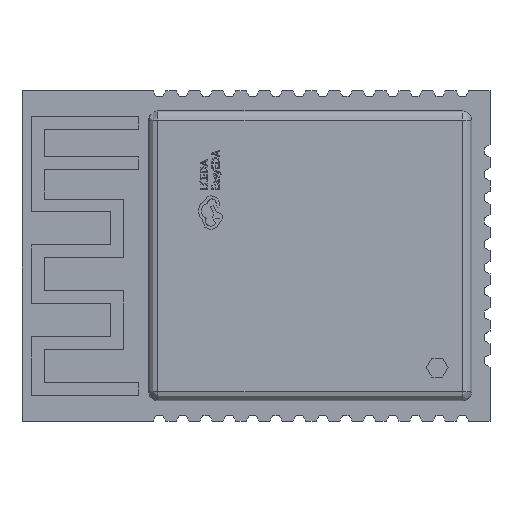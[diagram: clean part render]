
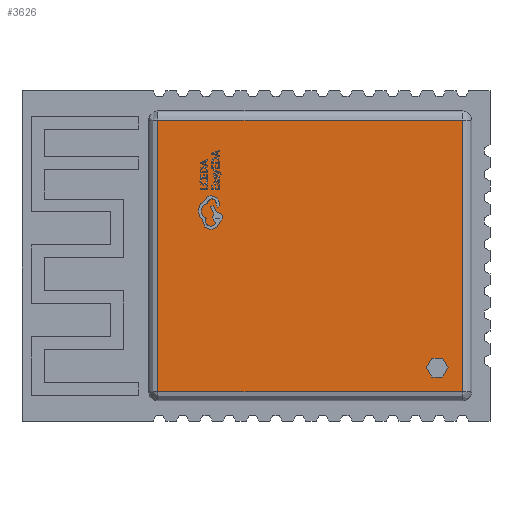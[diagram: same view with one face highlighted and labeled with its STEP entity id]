
A CAD part, top view. The second image highlights one B-rep face of the part: STEP entity #3626.
In plain terms, the highlighted planar face has unit normal (0, 0, 1).
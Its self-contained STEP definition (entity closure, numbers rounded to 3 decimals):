
#439 = AXIS2_PLACEMENT_3D ( 'NONE', #1749, #951, #1634 ) ;
#554 = CARTESIAN_POINT ( 'NONE',  ( 6.719, -6.085, 3.1 ) ) ;
#951 = DIRECTION ( 'NONE',  ( 0., 0., -1. ) ) ;
#1040 = EDGE_LOOP ( 'NONE', ( #5926, #9378 ) ) ;
#1349 = ORIENTED_EDGE ( 'NONE', *, *, #3154, .F. ) ;
#1634 = DIRECTION ( 'NONE',  ( 1., 0., 0. ) ) ;
#1749 = CARTESIAN_POINT ( 'NONE',  ( 6.126, -6.085, 3.1 ) ) ;
#1807 = PLANE ( 'NONE',  #5447 ) ;
#1866 = DIRECTION ( 'NONE',  ( 1., 0., 0. ) ) ;
#2003 = VERTEX_POINT ( 'NONE', #554 ) ;
#2314 = EDGE_CURVE ( 'NONE', #3993, #5710, #7812, .T. ) ;
#2324 = LINE ( 'NONE', #2501, #6599 ) ;
#2333 = VECTOR ( 'NONE', #3756, 1000. ) ;
#2501 = CARTESIAN_POINT ( 'NONE',  ( 7.5, 0., 3.1 ) ) ;
#2646 = DIRECTION ( 'NONE',  ( 0., 0., -1. ) ) ;
#2750 = CIRCLE ( 'NONE', #439, 0.594 ) ;
#2774 = CARTESIAN_POINT ( 'NONE',  ( 7.5, 7.4, 3.1 ) ) ;
#3154 = EDGE_CURVE ( 'NONE', #4868, #3993, #2324, .T. ) ;
#3270 = VECTOR ( 'NONE', #5788, 1000. ) ;
#3517 = EDGE_CURVE ( 'NONE', #4898, #4868, #10877, .T. ) ;
#3626 = ADVANCED_FACE ( 'NONE', ( #5662, #11046 ), #1807, .T. ) ;
#3639 = CARTESIAN_POINT ( 'NONE',  ( -9.1, 0., 3.1 ) ) ;
#3756 = DIRECTION ( 'NONE',  ( 0., 1., 0. ) ) ;
#3816 = CARTESIAN_POINT ( 'NONE',  ( -9.1, 7.4, 3.1 ) ) ;
#3993 = VERTEX_POINT ( 'NONE', #4667 ) ;
#4667 = CARTESIAN_POINT ( 'NONE',  ( 7.5, -7.4, 3.1 ) ) ;
#4819 = ORIENTED_EDGE ( 'NONE', *, *, #3517, .F. ) ;
#4853 = EDGE_CURVE ( 'NONE', #5710, #4898, #10251, .T. ) ;
#4868 = VERTEX_POINT ( 'NONE', #2774 ) ;
#4898 = VERTEX_POINT ( 'NONE', #3816 ) ;
#5376 = ORIENTED_EDGE ( 'NONE', *, *, #2314, .F. ) ;
#5415 = CARTESIAN_POINT ( 'NONE',  ( 6.126, -6.085, 3.1 ) ) ;
#5447 = AXIS2_PLACEMENT_3D ( 'NONE', #6569, #9207, #1866 ) ;
#5529 = DIRECTION ( 'NONE',  ( 1., 0., 0. ) ) ;
#5662 = FACE_OUTER_BOUND ( 'NONE', #10111, .T. ) ;
#5710 = VERTEX_POINT ( 'NONE', #11918 ) ;
#5788 = DIRECTION ( 'NONE',  ( -1., 0., 0. ) ) ;
#5811 = ORIENTED_EDGE ( 'NONE', *, *, #4853, .F. ) ;
#5926 = ORIENTED_EDGE ( 'NONE', *, *, #11517, .T. ) ;
#6140 = EDGE_CURVE ( 'NONE', #8554, #2003, #2750, .T. ) ;
#6422 = VECTOR ( 'NONE', #10700, 1000. ) ;
#6533 = CARTESIAN_POINT ( 'NONE',  ( 5.532, -6.085, 3.1 ) ) ;
#6569 = CARTESIAN_POINT ( 'NONE',  ( -3.75, 0., 3.1 ) ) ;
#6599 = VECTOR ( 'NONE', #11797, 1000. ) ;
#7196 = CARTESIAN_POINT ( 'NONE',  ( -3.75, 7.4, 3.1 ) ) ;
#7745 = CARTESIAN_POINT ( 'NONE',  ( -3.75, -7.4, 3.1 ) ) ;
#7812 = LINE ( 'NONE', #7745, #3270 ) ;
#8126 = CIRCLE ( 'NONE', #10069, 0.594 ) ;
#8554 = VERTEX_POINT ( 'NONE', #6533 ) ;
#9207 = DIRECTION ( 'NONE',  ( 0., 0., 1. ) ) ;
#9378 = ORIENTED_EDGE ( 'NONE', *, *, #6140, .T. ) ;
#10069 = AXIS2_PLACEMENT_3D ( 'NONE', #5415, #2646, #5529 ) ;
#10111 = EDGE_LOOP ( 'NONE', ( #1349, #4819, #5811, #5376 ) ) ;
#10251 = LINE ( 'NONE', #3639, #2333 ) ;
#10700 = DIRECTION ( 'NONE',  ( 1., 0., 0. ) ) ;
#10877 = LINE ( 'NONE', #7196, #6422 ) ;
#11046 = FACE_BOUND ( 'NONE', #1040, .T. ) ;
#11517 = EDGE_CURVE ( 'NONE', #2003, #8554, #8126, .T. ) ;
#11797 = DIRECTION ( 'NONE',  ( 0., -1., 0. ) ) ;
#11918 = CARTESIAN_POINT ( 'NONE',  ( -9.1, -7.4, 3.1 ) ) ;
